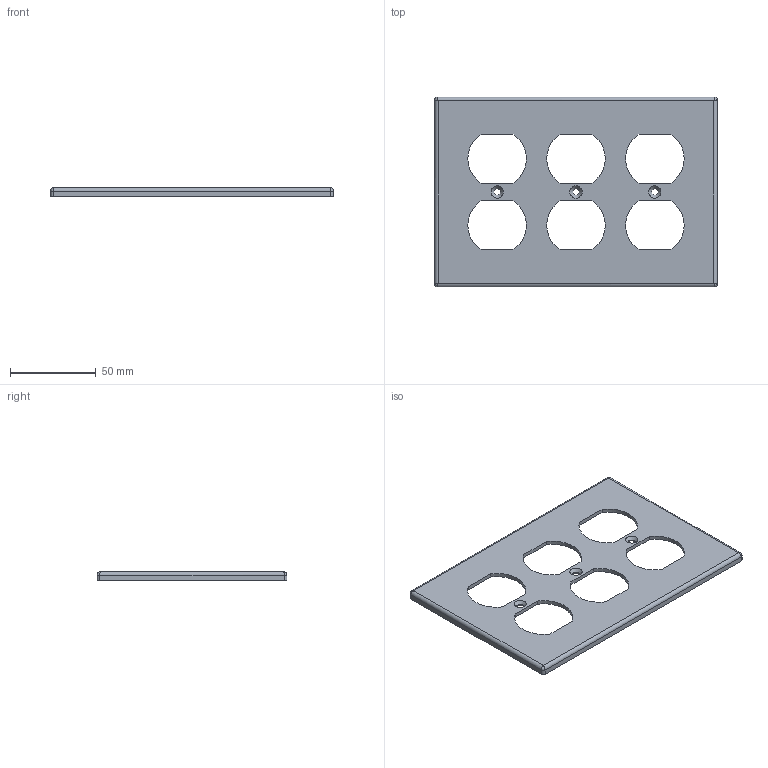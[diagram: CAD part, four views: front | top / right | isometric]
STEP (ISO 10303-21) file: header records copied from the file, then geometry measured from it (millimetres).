
FILE_DESCRIPTION(/* description */ (''),/* implementation_level */ '2;1');
FILE_NAME(/* name */ '07806-4.ipt.stp',/* time_stamp */ '2020-11-10T19:52:21+05:00',/* author */ ('kr'),/* organization */ (''),/* preprocessor_version */ 'ST-DEVELOPER v18',/* originating_system */ 'Autodesk Inventor 2020',/* authorisation */ '');
FILE_SCHEMA (('AUTOMOTIVE_DESIGN { 1 0 10303 214 3 1 1 }'));
Length unit declared in the file: inch
Products named in the file (1): 1FB
Bounding box: 165.1 x 110.79 x 5.08 mm (x, y, z)
Volume: 33134.7 mm3; surface area: 31404 mm2
Topology: 1 solids, 1 shells, 65 faces, 173 edges, 105 vertices
Faces by surface type: cylinder 31, plane 23, bspline 8, cone 3
Full cylindrical faces by diameter (mm): 3.962 x3
Entity records: 2225 total; most frequent: CARTESIAN_POINT 528, DIRECTION 356, ORIENTED_EDGE 334, EDGE_CURVE 167, AXIS2_PLACEMENT_3D 131, VERTEX_POINT 105, LINE 94, VECTOR 94
